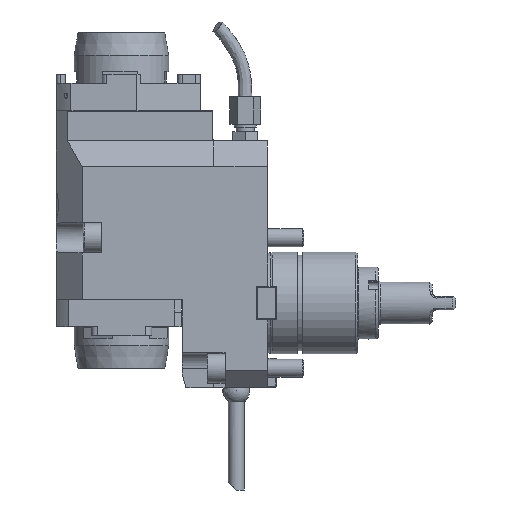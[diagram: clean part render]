
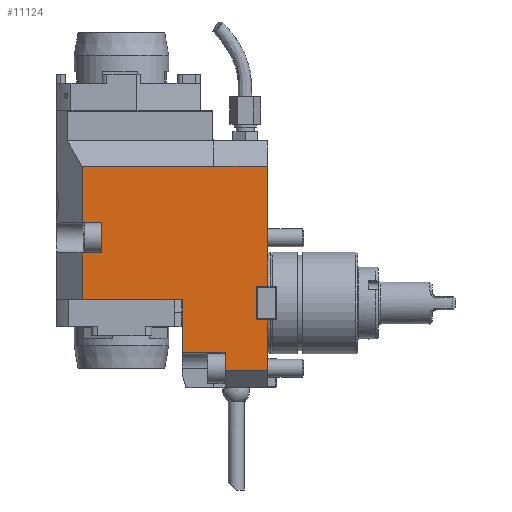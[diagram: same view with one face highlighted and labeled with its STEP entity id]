
A CAD part, left-side view. The second image highlights one B-rep face of the part: STEP entity #11124.
In plain terms, the highlighted planar face has unit normal (-1, 0, 0).
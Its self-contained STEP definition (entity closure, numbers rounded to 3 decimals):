
#508 = VERTEX_POINT ( 'NONE', #20207 ) ;
#563 = VECTOR ( 'NONE', #20029, 1000. ) ;
#589 = VECTOR ( 'NONE', #12709, 1000. ) ;
#704 = AXIS2_PLACEMENT_3D ( 'NONE', #18848, #6791, #20594 ) ;
#802 = VERTEX_POINT ( 'NONE', #4615 ) ;
#866 = ORIENTED_EDGE ( 'NONE', *, *, #10895, .T. ) ;
#1106 = CARTESIAN_POINT ( 'NONE',  ( -37.5, -19., -7.5 ) ) ;
#1313 = VECTOR ( 'NONE', #9628, 1000. ) ;
#1326 = VECTOR ( 'NONE', #14907, 1000. ) ;
#1344 = DIRECTION ( 'NONE',  ( 0., -1., 0. ) ) ;
#2170 = EDGE_LOOP ( 'NONE', ( #6480, #16593, #17748, #26257, #21043, #26680, #11830, #3836, #24156, #25025, #6006, #27011, #22842, #4204, #866, #13976, #28851, #30520, #24908 ) ) ;
#2186 = VECTOR ( 'NONE', #24217, 1000. ) ;
#2313 = CARTESIAN_POINT ( 'NONE',  ( -37.5, 0., 60.742 ) ) ;
#2597 = VECTOR ( 'NONE', #10357, 1000. ) ;
#2627 = DIRECTION ( 'NONE',  ( 0., 1., 0. ) ) ;
#2643 = EDGE_CURVE ( 'NONE', #11898, #12585, #26624, .T. ) ;
#2955 = LINE ( 'NONE', #22414, #14388 ) ;
#3137 = LINE ( 'NONE', #12808, #27071 ) ;
#3149 = CARTESIAN_POINT ( 'NONE',  ( -37.5, 58.5, 60.742 ) ) ;
#3172 = EDGE_CURVE ( 'NONE', #29120, #5645, #2955, .T. ) ;
#3290 = EDGE_CURVE ( 'NONE', #29120, #9167, #23034, .T. ) ;
#3600 = CARTESIAN_POINT ( 'NONE',  ( -37.5, 58.5, 1.5 ) ) ;
#3836 = ORIENTED_EDGE ( 'NONE', *, *, #2643, .F. ) ;
#4204 = ORIENTED_EDGE ( 'NONE', *, *, #17699, .F. ) ;
#4389 = VERTEX_POINT ( 'NONE', #18187 ) ;
#4615 = CARTESIAN_POINT ( 'NONE',  ( -37.5, -24., -30. ) ) ;
#4783 = EDGE_CURVE ( 'NONE', #19658, #17465, #5553, .T. ) ;
#4959 = CARTESIAN_POINT ( 'NONE',  ( -37.5, -24., 72. ) ) ;
#5239 = CARTESIAN_POINT ( 'NONE',  ( -37.5, -5., -22. ) ) ;
#5553 = LINE ( 'NONE', #27222, #1326 ) ;
#5645 = VERTEX_POINT ( 'NONE', #13523 ) ;
#5783 = CARTESIAN_POINT ( 'NONE',  ( -37.5, 14., 1.5 ) ) ;
#5920 = VECTOR ( 'NONE', #13156, 1000. ) ;
#6006 = ORIENTED_EDGE ( 'NONE', *, *, #13823, .F. ) ;
#6480 = ORIENTED_EDGE ( 'NONE', *, *, #20828, .F. ) ;
#6791 = DIRECTION ( 'NONE',  ( -1., 0., 0. ) ) ;
#7011 = DIRECTION ( 'NONE',  ( 0., -1., 0. ) ) ;
#7525 = VECTOR ( 'NONE', #29027, 1000. ) ;
#8267 = EDGE_CURVE ( 'NONE', #26347, #11898, #14251, .T. ) ;
#8570 = CARTESIAN_POINT ( 'NONE',  ( -37.5, -23.8, 72. ) ) ;
#8860 = DIRECTION ( 'NONE',  ( 0., -1., 0. ) ) ;
#9164 = PLANE ( 'NONE',  #704 ) ;
#9167 = VERTEX_POINT ( 'NONE', #2313 ) ;
#9628 = DIRECTION ( 'NONE',  ( 0., -1., 0. ) ) ;
#10357 = DIRECTION ( 'NONE',  ( 0., -1., 0. ) ) ;
#10590 = CARTESIAN_POINT ( 'NONE',  ( -37.5, -19., 7.5 ) ) ;
#10895 = EDGE_CURVE ( 'NONE', #14414, #25893, #18084, .T. ) ;
#11124 = ADVANCED_FACE ( 'Defeature completata1_18', ( #30850 ), #9164, .T. ) ;
#11261 = CARTESIAN_POINT ( 'NONE',  ( -37.5, -23.8, 60.742 ) ) ;
#11772 = LINE ( 'NONE', #10590, #24497 ) ;
#11830 = ORIENTED_EDGE ( 'NONE', *, *, #24308, .T. ) ;
#11898 = VERTEX_POINT ( 'NONE', #22971 ) ;
#11958 = LINE ( 'NONE', #31093, #7525 ) ;
#12347 = LINE ( 'NONE', #21828, #1313 ) ;
#12585 = VERTEX_POINT ( 'NONE', #23017 ) ;
#12709 = DIRECTION ( 'NONE',  ( 0., 0., -1. ) ) ;
#12717 = EDGE_CURVE ( 'NONE', #22528, #19658, #14724, .T. ) ;
#12808 = CARTESIAN_POINT ( 'NONE',  ( -37.5, 285.671, -30. ) ) ;
#12977 = DIRECTION ( 'NONE',  ( 0., -1., 0. ) ) ;
#13156 = DIRECTION ( 'NONE',  ( 0., 0., -1. ) ) ;
#13523 = CARTESIAN_POINT ( 'NONE',  ( -37.5, 58.5, 35.75 ) ) ;
#13682 = EDGE_CURVE ( 'NONE', #23107, #18189, #15204, .T. ) ;
#13823 = EDGE_CURVE ( 'NONE', #9167, #31170, #30713, .T. ) ;
#13976 = ORIENTED_EDGE ( 'NONE', *, *, #14329, .F. ) ;
#14100 = DIRECTION ( 'NONE',  ( 0., -1., 0. ) ) ;
#14251 = LINE ( 'NONE', #26426, #21729 ) ;
#14329 = EDGE_CURVE ( 'NONE', #4389, #25893, #20199, .T. ) ;
#14388 = VECTOR ( 'NONE', #19743, 1000. ) ;
#14414 = VERTEX_POINT ( 'NONE', #21120 ) ;
#14589 = EDGE_CURVE ( 'NONE', #26347, #31170, #30095, .T. ) ;
#14603 = DIRECTION ( 'NONE',  ( 0., 0., -1. ) ) ;
#14724 = LINE ( 'NONE', #26264, #14879 ) ;
#14842 = VECTOR ( 'NONE', #14603, 1000. ) ;
#14879 = VECTOR ( 'NONE', #24220, 1000. ) ;
#14907 = DIRECTION ( 'NONE',  ( 0., 0., -1. ) ) ;
#15204 = LINE ( 'NONE', #1106, #589 ) ;
#15677 = CARTESIAN_POINT ( 'NONE',  ( -37.5, 0., 60.742 ) ) ;
#16117 = CARTESIAN_POINT ( 'NONE',  ( -37.5, -5., -30. ) ) ;
#16593 = ORIENTED_EDGE ( 'NONE', *, *, #30108, .F. ) ;
#16919 = CARTESIAN_POINT ( 'NONE',  ( -37.5, -19., -7.5 ) ) ;
#17030 = LINE ( 'NONE', #24278, #25601 ) ;
#17465 = VERTEX_POINT ( 'NONE', #25271 ) ;
#17699 = EDGE_CURVE ( 'NONE', #14414, #5645, #24744, .T. ) ;
#17748 = ORIENTED_EDGE ( 'NONE', *, *, #19343, .T. ) ;
#17993 = CARTESIAN_POINT ( 'NONE',  ( -37.5, 70., 60.742 ) ) ;
#18084 = LINE ( 'NONE', #19405, #18409 ) ;
#18187 = CARTESIAN_POINT ( 'NONE',  ( -37.5, 58.5, 22.25 ) ) ;
#18189 = VERTEX_POINT ( 'NONE', #16919 ) ;
#18409 = VECTOR ( 'NONE', #19715, 1000. ) ;
#18651 = VERTEX_POINT ( 'NONE', #16117 ) ;
#18785 = EDGE_CURVE ( 'NONE', #18189, #508, #12347, .T. ) ;
#18848 = CARTESIAN_POINT ( 'NONE',  ( -37.5, 41., 0. ) ) ;
#19343 = EDGE_CURVE ( 'NONE', #18651, #802, #3137, .T. ) ;
#19405 = CARTESIAN_POINT ( 'NONE',  ( -37.5, 50., 0. ) ) ;
#19658 = VERTEX_POINT ( 'NONE', #5783 ) ;
#19715 = DIRECTION ( 'NONE',  ( 0., 0., -1. ) ) ;
#19743 = DIRECTION ( 'NONE',  ( 0., 0., -1. ) ) ;
#19796 = EDGE_CURVE ( 'NONE', #4389, #22528, #26610, .T. ) ;
#19962 = VECTOR ( 'NONE', #1344, 1000. ) ;
#20029 = DIRECTION ( 'NONE',  ( 0., 1., 0. ) ) ;
#20199 = LINE ( 'NONE', #24904, #2597 ) ;
#20207 = CARTESIAN_POINT ( 'NONE',  ( -37.5, -24., -7.5 ) ) ;
#20437 = CARTESIAN_POINT ( 'NONE',  ( -37.5, 58.5, 1.5 ) ) ;
#20594 = DIRECTION ( 'NONE',  ( 0., 0., 1. ) ) ;
#20828 = EDGE_CURVE ( 'NONE', #25975, #17465, #17030, .T. ) ;
#21043 = ORIENTED_EDGE ( 'NONE', *, *, #18785, .F. ) ;
#21120 = CARTESIAN_POINT ( 'NONE',  ( -37.5, 50., 35.75 ) ) ;
#21264 = VECTOR ( 'NONE', #8860, 1000. ) ;
#21729 = VECTOR ( 'NONE', #14100, 1000. ) ;
#21734 = CARTESIAN_POINT ( 'NONE',  ( -37.5, 50., 22.25 ) ) ;
#21828 = CARTESIAN_POINT ( 'NONE',  ( -37.5, -19., -7.5 ) ) ;
#22296 = EDGE_CURVE ( 'NONE', #508, #802, #11958, .T. ) ;
#22414 = CARTESIAN_POINT ( 'NONE',  ( -37.5, 58.5, 1.5 ) ) ;
#22528 = VERTEX_POINT ( 'NONE', #3600 ) ;
#22842 = ORIENTED_EDGE ( 'NONE', *, *, #3172, .T. ) ;
#22971 = CARTESIAN_POINT ( 'NONE',  ( -37.5, -24., 37.5 ) ) ;
#23017 = CARTESIAN_POINT ( 'NONE',  ( -37.5, -24., 7.5 ) ) ;
#23034 = LINE ( 'NONE', #17993, #19962 ) ;
#23107 = VERTEX_POINT ( 'NONE', #24059 ) ;
#24059 = CARTESIAN_POINT ( 'NONE',  ( -37.5, -19., 7.5 ) ) ;
#24156 = ORIENTED_EDGE ( 'NONE', *, *, #8267, .F. ) ;
#24217 = DIRECTION ( 'NONE',  ( 0., 0., 1. ) ) ;
#24220 = DIRECTION ( 'NONE',  ( 0., -1., 0. ) ) ;
#24278 = CARTESIAN_POINT ( 'NONE',  ( -37.5, 0., -22. ) ) ;
#24308 = EDGE_CURVE ( 'NONE', #23107, #12585, #11772, .T. ) ;
#24497 = VECTOR ( 'NONE', #7011, 1000. ) ;
#24504 = CARTESIAN_POINT ( 'NONE',  ( -37.5, -23.8, 37.5 ) ) ;
#24744 = LINE ( 'NONE', #25058, #563 ) ;
#24904 = CARTESIAN_POINT ( 'NONE',  ( -37.5, 41., 22.25 ) ) ;
#24908 = ORIENTED_EDGE ( 'NONE', *, *, #4783, .T. ) ;
#25025 = ORIENTED_EDGE ( 'NONE', *, *, #14589, .T. ) ;
#25058 = CARTESIAN_POINT ( 'NONE',  ( -37.5, 41., 35.75 ) ) ;
#25253 = LINE ( 'NONE', #26743, #2186 ) ;
#25271 = CARTESIAN_POINT ( 'NONE',  ( -37.5, 14., -22. ) ) ;
#25601 = VECTOR ( 'NONE', #2627, 1000. ) ;
#25845 = VECTOR ( 'NONE', #28183, 1000. ) ;
#25893 = VERTEX_POINT ( 'NONE', #21734 ) ;
#25975 = VERTEX_POINT ( 'NONE', #5239 ) ;
#26257 = ORIENTED_EDGE ( 'NONE', *, *, #22296, .F. ) ;
#26264 = CARTESIAN_POINT ( 'NONE',  ( -37.5, 70., 1.5 ) ) ;
#26347 = VERTEX_POINT ( 'NONE', #24504 ) ;
#26426 = CARTESIAN_POINT ( 'NONE',  ( -37.5, 285.671, 37.5 ) ) ;
#26610 = LINE ( 'NONE', #20437, #5920 ) ;
#26624 = LINE ( 'NONE', #4959, #14842 ) ;
#26680 = ORIENTED_EDGE ( 'NONE', *, *, #13682, .F. ) ;
#26743 = CARTESIAN_POINT ( 'NONE',  ( -37.5, -5., -22. ) ) ;
#27011 = ORIENTED_EDGE ( 'NONE', *, *, #3290, .F. ) ;
#27071 = VECTOR ( 'NONE', #12977, 1000. ) ;
#27222 = CARTESIAN_POINT ( 'NONE',  ( -37.5, 14., 1.5 ) ) ;
#28183 = DIRECTION ( 'NONE',  ( 0., 0., 1. ) ) ;
#28851 = ORIENTED_EDGE ( 'NONE', *, *, #19796, .T. ) ;
#29027 = DIRECTION ( 'NONE',  ( 0., 0., -1. ) ) ;
#29120 = VERTEX_POINT ( 'NONE', #3149 ) ;
#30095 = LINE ( 'NONE', #8570, #25845 ) ;
#30108 = EDGE_CURVE ( 'NONE', #18651, #25975, #25253, .T. ) ;
#30520 = ORIENTED_EDGE ( 'NONE', *, *, #12717, .T. ) ;
#30713 = LINE ( 'NONE', #15677, #21264 ) ;
#30850 = FACE_OUTER_BOUND ( 'NONE', #2170, .T. ) ;
#31093 = CARTESIAN_POINT ( 'NONE',  ( -37.5, -24., 72. ) ) ;
#31170 = VERTEX_POINT ( 'NONE', #11261 ) ;
